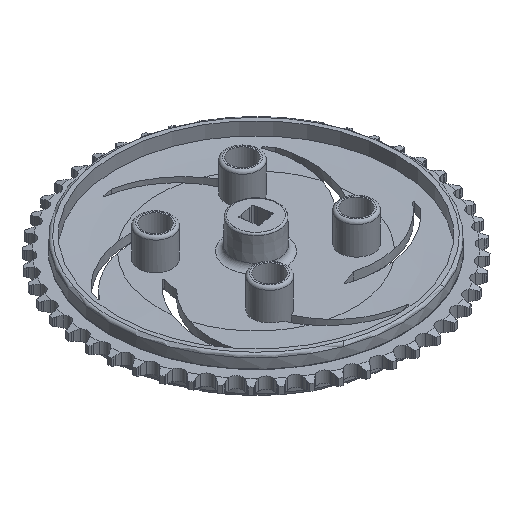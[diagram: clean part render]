
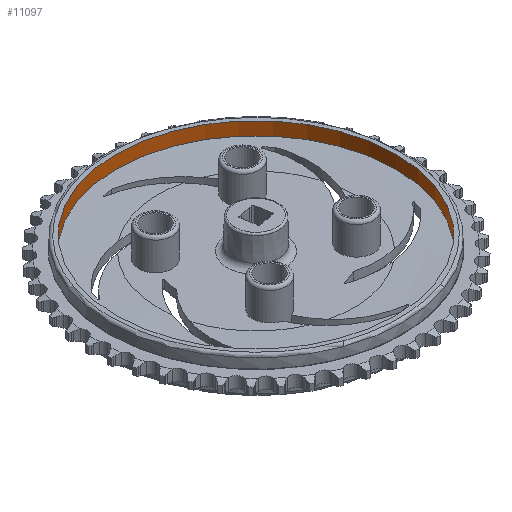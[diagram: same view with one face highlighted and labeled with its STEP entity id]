
A CAD part, isometric view. The second image highlights one B-rep face of the part: STEP entity #11097.
In plain terms, the highlighted cylindrical face has radius 24.77 mm (diameter 49.54 mm), a full revolution.
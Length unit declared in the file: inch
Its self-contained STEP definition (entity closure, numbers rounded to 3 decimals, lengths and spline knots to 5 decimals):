
#1042=FACE_OUTER_BOUND('',#1646,.T.);
#1646=EDGE_LOOP('',(#7412,#7413,#7414,#7415,#7416,#7417));
#2235=LINE('',#18778,#2763);
#2763=VECTOR('',#13196,0.9752);
#3313=CIRCLE('',#11744,0.9752);
#3314=CIRCLE('',#11745,0.9752);
#3330=CIRCLE('',#11787,0.9752);
#3331=CIRCLE('',#11788,0.9752);
#4005=VERTEX_POINT('',#17795);
#4006=VERTEX_POINT('',#17799);
#4039=VERTEX_POINT('',#18777);
#4040=VERTEX_POINT('',#18779);
#5313=EDGE_CURVE('',#4006,#4005,#3313,.T.);
#5314=EDGE_CURVE('',#4005,#4006,#3314,.T.);
#5361=EDGE_CURVE('',#4005,#4039,#2235,.T.);
#5362=EDGE_CURVE('',#4040,#4039,#3330,.T.);
#5363=EDGE_CURVE('',#4039,#4040,#3331,.T.);
#7412=ORIENTED_EDGE('',*,*,#5313,.T.);
#7413=ORIENTED_EDGE('',*,*,#5361,.T.);
#7414=ORIENTED_EDGE('',*,*,#5362,.F.);
#7415=ORIENTED_EDGE('',*,*,#5363,.F.);
#7416=ORIENTED_EDGE('',*,*,#5361,.F.);
#7417=ORIENTED_EDGE('',*,*,#5314,.T.);
#10741=CYLINDRICAL_SURFACE('',#11786,0.9752);
#11097=ADVANCED_FACE('',(#1042),#10741,.F.);
#11744=AXIS2_PLACEMENT_3D('',#17800,#13103,#13104);
#11745=AXIS2_PLACEMENT_3D('',#17801,#13105,#13106);
#11786=AXIS2_PLACEMENT_3D('',#18776,#13194,#13195);
#11787=AXIS2_PLACEMENT_3D('',#18780,#13197,#13198);
#11788=AXIS2_PLACEMENT_3D('',#18781,#13199,#13200);
#13103=DIRECTION('center_axis',(0.,0.,-1.));
#13104=DIRECTION('ref_axis',(-1.,0.,0.));
#13105=DIRECTION('center_axis',(0.,0.,-1.));
#13106=DIRECTION('ref_axis',(-1.,0.,0.));
#13194=DIRECTION('center_axis',(0.,0.,1.));
#13195=DIRECTION('ref_axis',(1.,0.,0.));
#13196=DIRECTION('',(0.,0.,1.));
#13197=DIRECTION('center_axis',(0.,0.,-1.));
#13198=DIRECTION('ref_axis',(1.,0.,0.));
#13199=DIRECTION('center_axis',(0.,0.,-1.));
#13200=DIRECTION('ref_axis',(1.,0.,0.));
#17795=CARTESIAN_POINT('',(-0.9752,0.,0.07614));
#17799=CARTESIAN_POINT('',(0.9752,0.,0.07614));
#17800=CARTESIAN_POINT('Origin',(0.,0.,
0.07614));
#17801=CARTESIAN_POINT('Origin',(0.,0.,
0.07614));
#18776=CARTESIAN_POINT('Origin',(0.,0.,0.0689));
#18777=CARTESIAN_POINT('',(-0.9752,0.,0.16732));
#18778=CARTESIAN_POINT('',(-0.9752,0.,0.0689));
#18779=CARTESIAN_POINT('',(0.9752,0.,0.16732));
#18780=CARTESIAN_POINT('Origin',(0.,0.,0.16732));
#18781=CARTESIAN_POINT('Origin',(0.,0.,0.16732));
